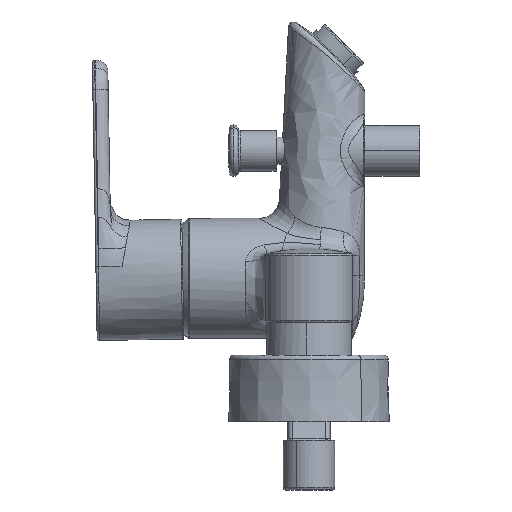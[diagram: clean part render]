
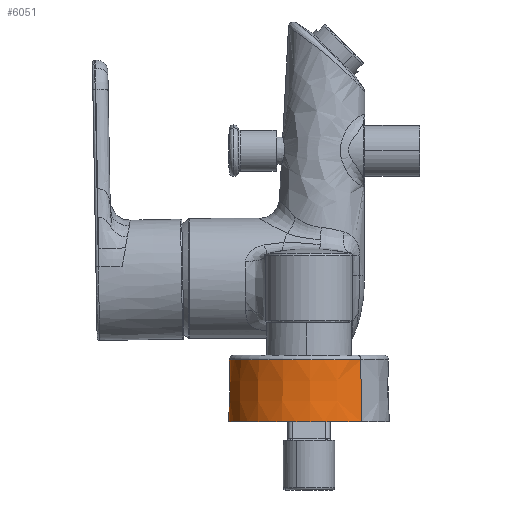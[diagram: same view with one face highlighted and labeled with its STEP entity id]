
A CAD part, left-side view. The second image highlights one B-rep face of the part: STEP entity #6051.
In plain terms, the highlighted conical face has half-angle 0.955 degrees and reference radius 32.083 mm.
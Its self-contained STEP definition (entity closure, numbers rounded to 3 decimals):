
#416 = VECTOR ( 'NONE', #1239, 1000. ) ;
#1094 = DIRECTION ( 'NONE',  ( 0.758, 0.652, 0. ) ) ;
#1239 = DIRECTION ( 'NONE',  ( 0.013, 0.011, -1. ) ) ;
#2466 = ORIENTED_EDGE ( 'NONE', *, *, #24620, .T. ) ;
#2556 = VECTOR ( 'NONE', #4879, 1000. ) ;
#2845 = ORIENTED_EDGE ( 'NONE', *, *, #9744, .F. ) ;
#3203 = CARTESIAN_POINT ( 'NONE',  ( -50.682, 20.927, -32.914 ) ) ;
#3339 = VERTEX_POINT ( 'NONE', #12126 ) ;
#4879 = DIRECTION ( 'NONE',  ( -0.013, -0.011, -1. ) ) ;
#5311 = CARTESIAN_POINT ( 'NONE',  ( -75., 0., -32.914 ) ) ;
#6051 = ADVANCED_FACE ( 'NONE', ( #7853 ), #27756, .T. ) ;
#6111 = DIRECTION ( 'NONE',  ( 0.352, 0.936, 0. ) ) ;
#7429 = DIRECTION ( 'NONE',  ( 0., 0., -1. ) ) ;
#7853 = FACE_OUTER_BOUND ( 'NONE', #23600, .T. ) ;
#8017 = EDGE_CURVE ( 'NONE', #10571, #11054, #19597, .T. ) ;
#8287 = DIRECTION ( 'NONE',  ( 0., 0., -1. ) ) ;
#9577 = CIRCLE ( 'NONE', #20890, 32.083 ) ;
#9744 = EDGE_CURVE ( 'NONE', #11054, #14075, #26318, .T. ) ;
#10571 = VERTEX_POINT ( 'NONE', #28144 ) ;
#11054 = VERTEX_POINT ( 'NONE', #21960 ) ;
#11423 = LINE ( 'NONE', #3203, #416 ) ;
#12126 = CARTESIAN_POINT ( 'NONE',  ( -50.682, 20.927, -32.914 ) ) ;
#14075 = VERTEX_POINT ( 'NONE', #21881 ) ;
#17211 = ORIENTED_EDGE ( 'NONE', *, *, #8017, .F. ) ;
#18561 = CARTESIAN_POINT ( 'NONE',  ( -75., 0., -32.914 ) ) ;
#19198 = DIRECTION ( 'NONE',  ( 0., 0., -1. ) ) ;
#19597 = LINE ( 'NONE', #22741, #2556 ) ;
#19620 = CARTESIAN_POINT ( 'NONE',  ( -75., 0., -57.947 ) ) ;
#20890 = AXIS2_PLACEMENT_3D ( 'NONE', #5311, #19198, #28312 ) ;
#21638 = ORIENTED_EDGE ( 'NONE', *, *, #27822, .T. ) ;
#21881 = CARTESIAN_POINT ( 'NONE',  ( -50.366, 21.199, -57.947 ) ) ;
#21960 = CARTESIAN_POINT ( 'NONE',  ( -99.634, -21.199, -57.947 ) ) ;
#22741 = CARTESIAN_POINT ( 'NONE',  ( -99.318, -20.927, -32.914 ) ) ;
#23305 = AXIS2_PLACEMENT_3D ( 'NONE', #18561, #7429, #1094 ) ;
#23600 = EDGE_LOOP ( 'NONE', ( #17211, #21638, #2466, #2845 ) ) ;
#24620 = EDGE_CURVE ( 'NONE', #3339, #14075, #11423, .T. ) ;
#26318 = CIRCLE ( 'NONE', #27427, 32.5 ) ;
#27427 = AXIS2_PLACEMENT_3D ( 'NONE', #19620, #8287, #6111 ) ;
#27756 = CONICAL_SURFACE ( 'NONE', #23305, 32.083, 0.017 ) ;
#27822 = EDGE_CURVE ( 'NONE', #10571, #3339, #9577, .T. ) ;
#28144 = CARTESIAN_POINT ( 'NONE',  ( -99.318, -20.927, -32.914 ) ) ;
#28312 = DIRECTION ( 'NONE',  ( 0.352, 0.936, 0. ) ) ;
